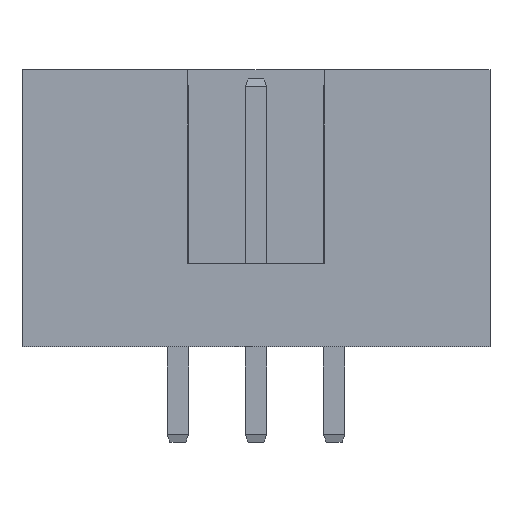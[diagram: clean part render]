
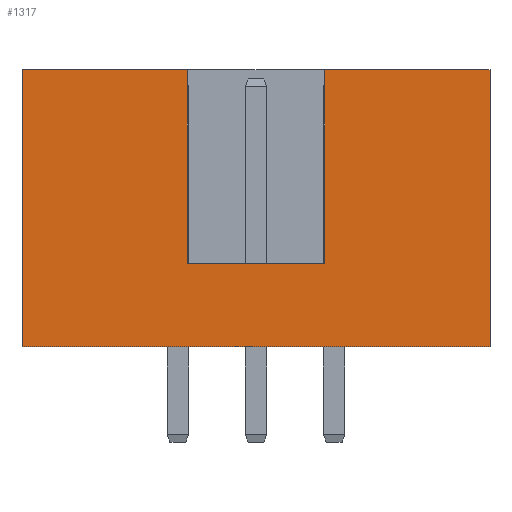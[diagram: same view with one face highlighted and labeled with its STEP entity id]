
A CAD part, left-side view. The second image highlights one B-rep face of the part: STEP entity #1317.
In plain terms, the highlighted planar face has unit normal (-1, 0, 0).
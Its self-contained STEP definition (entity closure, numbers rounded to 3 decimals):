
#83 = VERTEX_POINT ( 'NONE', #5163 ) ;
#287 = VECTOR ( 'NONE', #5090, 1000. ) ;
#290 = CARTESIAN_POINT ( 'NONE',  ( -4.5, -2.225, 2.7 ) ) ;
#377 = DIRECTION ( 'NONE',  ( 0., 1., 0. ) ) ;
#410 = CARTESIAN_POINT ( 'NONE',  ( -4.5, 7.6, 9. ) ) ;
#433 = DIRECTION ( 'NONE',  ( 0., 0., -1. ) ) ;
#488 = LINE ( 'NONE', #3660, #3280 ) ;
#583 = LINE ( 'NONE', #1782, #1301 ) ;
#619 = DIRECTION ( 'NONE',  ( 0., -1., 0. ) ) ;
#733 = CARTESIAN_POINT ( 'NONE',  ( -4.5, 2.225, 2.7 ) ) ;
#1301 = VECTOR ( 'NONE', #3014, 1000. ) ;
#1317 = ADVANCED_FACE ( 'NONE', ( #4871 ), #2850, .F. ) ;
#1358 = CARTESIAN_POINT ( 'NONE',  ( -4.5, 2.225, 9. ) ) ;
#1492 = CARTESIAN_POINT ( 'NONE',  ( -4.5, -2.225, 9. ) ) ;
#1523 = ORIENTED_EDGE ( 'NONE', *, *, #5056, .T. ) ;
#1573 = VERTEX_POINT ( 'NONE', #2320 ) ;
#1630 = DIRECTION ( 'NONE',  ( 1., 0., 0. ) ) ;
#1753 = CARTESIAN_POINT ( 'NONE',  ( -4.5, 7.6, 9. ) ) ;
#1782 = CARTESIAN_POINT ( 'NONE',  ( -4.5, 7.6, 0. ) ) ;
#1797 = VERTEX_POINT ( 'NONE', #1358 ) ;
#1803 = EDGE_CURVE ( 'NONE', #4618, #4589, #4114, .T. ) ;
#1820 = CARTESIAN_POINT ( 'NONE',  ( -4.5, -7.6, 9. ) ) ;
#1958 = EDGE_CURVE ( 'NONE', #4589, #4594, #4737, .T. ) ;
#2098 = EDGE_CURVE ( 'NONE', #4594, #4723, #2397, .T. ) ;
#2179 = VERTEX_POINT ( 'NONE', #733 ) ;
#2191 = LINE ( 'NONE', #4250, #2640 ) ;
#2320 = CARTESIAN_POINT ( 'NONE',  ( -4.5, 7.6, 0. ) ) ;
#2397 = LINE ( 'NONE', #1820, #287 ) ;
#2544 = VECTOR ( 'NONE', #3733, 1000. ) ;
#2607 = ORIENTED_EDGE ( 'NONE', *, *, #4602, .T. ) ;
#2640 = VECTOR ( 'NONE', #619, 1000. ) ;
#2730 = VECTOR ( 'NONE', #5126, 1000. ) ;
#2850 = PLANE ( 'NONE',  #4527 ) ;
#3005 = ORIENTED_EDGE ( 'NONE', *, *, #4935, .T. ) ;
#3014 = DIRECTION ( 'NONE',  ( 0., -1., 0. ) ) ;
#3213 = CARTESIAN_POINT ( 'NONE',  ( -4.5, 2.225, 2.7 ) ) ;
#3222 = ORIENTED_EDGE ( 'NONE', *, *, #3297, .T. ) ;
#3280 = VECTOR ( 'NONE', #433, 1000. ) ;
#3297 = EDGE_CURVE ( 'NONE', #1573, #4723, #583, .T. ) ;
#3441 = ORIENTED_EDGE ( 'NONE', *, *, #1803, .F. ) ;
#3465 = VECTOR ( 'NONE', #377, 1000. ) ;
#3637 = CARTESIAN_POINT ( 'NONE',  ( -4.5, -7.6, 0. ) ) ;
#3660 = CARTESIAN_POINT ( 'NONE',  ( -4.5, 7.6, 9. ) ) ;
#3732 = LINE ( 'NONE', #3213, #3465 ) ;
#3733 = DIRECTION ( 'NONE',  ( 0., 0., 1. ) ) ;
#3827 = EDGE_CURVE ( 'NONE', #83, #1797, #2191, .T. ) ;
#3841 = VECTOR ( 'NONE', #4662, 1000. ) ;
#3847 = ORIENTED_EDGE ( 'NONE', *, *, #3827, .F. ) ;
#3961 = CARTESIAN_POINT ( 'NONE',  ( -4.5, -7.6, 9. ) ) ;
#4064 = ORIENTED_EDGE ( 'NONE', *, *, #2098, .F. ) ;
#4114 = LINE ( 'NONE', #4559, #2544 ) ;
#4250 = CARTESIAN_POINT ( 'NONE',  ( -4.5, 7.6, 9. ) ) ;
#4465 = DIRECTION ( 'NONE',  ( 0., 1., 0. ) ) ;
#4489 = LINE ( 'NONE', #4779, #2730 ) ;
#4527 = AXIS2_PLACEMENT_3D ( 'NONE', #410, #1630, #4465 ) ;
#4559 = CARTESIAN_POINT ( 'NONE',  ( -4.5, -2.225, -1.884 ) ) ;
#4589 = VERTEX_POINT ( 'NONE', #1492 ) ;
#4594 = VERTEX_POINT ( 'NONE', #3961 ) ;
#4602 = EDGE_CURVE ( 'NONE', #2179, #1797, #4489, .T. ) ;
#4618 = VERTEX_POINT ( 'NONE', #290 ) ;
#4662 = DIRECTION ( 'NONE',  ( 0., -1., 0. ) ) ;
#4723 = VERTEX_POINT ( 'NONE', #3637 ) ;
#4737 = LINE ( 'NONE', #1753, #3841 ) ;
#4779 = CARTESIAN_POINT ( 'NONE',  ( -4.5, 2.225, -1.884 ) ) ;
#4871 = FACE_OUTER_BOUND ( 'NONE', #5064, .T. ) ;
#4935 = EDGE_CURVE ( 'NONE', #4618, #2179, #3732, .T. ) ;
#5056 = EDGE_CURVE ( 'NONE', #83, #1573, #488, .T. ) ;
#5064 = EDGE_LOOP ( 'NONE', ( #3005, #2607, #3847, #1523, #3222, #4064, #5216, #3441 ) ) ;
#5090 = DIRECTION ( 'NONE',  ( 0., 0., -1. ) ) ;
#5126 = DIRECTION ( 'NONE',  ( 0., 0., 1. ) ) ;
#5163 = CARTESIAN_POINT ( 'NONE',  ( -4.5, 7.6, 9. ) ) ;
#5216 = ORIENTED_EDGE ( 'NONE', *, *, #1958, .F. ) ;
